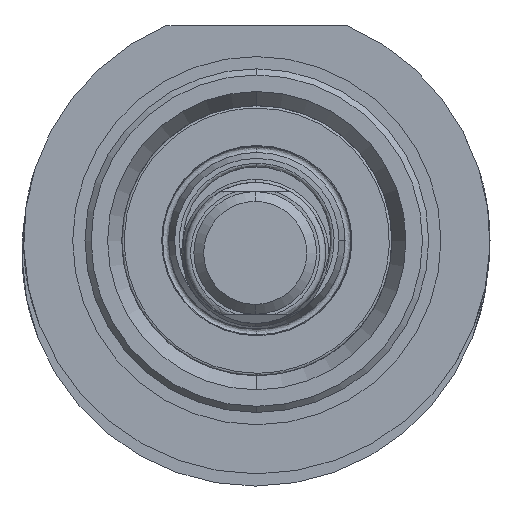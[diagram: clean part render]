
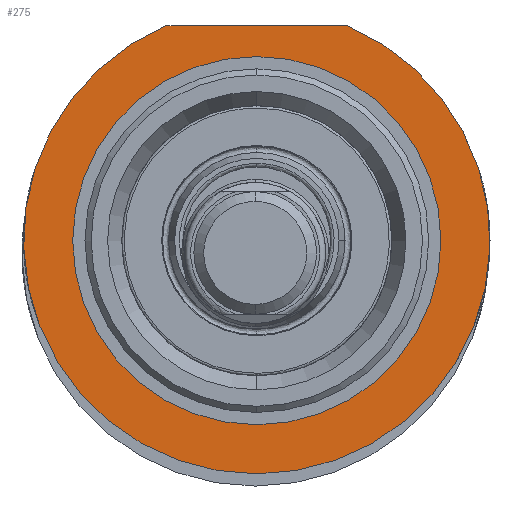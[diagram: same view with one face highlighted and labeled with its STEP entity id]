
A CAD part, front view. The second image highlights one B-rep face of the part: STEP entity #275.
In plain terms, the highlighted planar face has unit normal (0, -1, 0).
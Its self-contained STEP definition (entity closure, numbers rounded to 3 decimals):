
#81 = AXIS2_PLACEMENT_3D ( 'NONE', #3514, #3465, #4535 ) ;
#232 = CARTESIAN_POINT ( 'NONE',  ( -7.399, -71.25, 17.5 ) ) ;
#275 = ADVANCED_FACE ( 'NONE', ( #332, #6927 ), #4683, .T. ) ;
#332 = FACE_BOUND ( 'NONE', #6176, .T. ) ;
#352 = EDGE_CURVE ( 'NONE', #6624, #7265, #6301, .T. ) ;
#411 = VERTEX_POINT ( 'NONE', #427 ) ;
#418 = EDGE_CURVE ( 'NONE', #1712, #6624, #2562, .T. ) ;
#427 = CARTESIAN_POINT ( 'NONE',  ( 0., -71.25, 15. ) ) ;
#473 = DIRECTION ( 'NONE',  ( 0., 0., -1. ) ) ;
#682 = EDGE_CURVE ( 'NONE', #7265, #1712, #4005, .T. ) ;
#707 = AXIS2_PLACEMENT_3D ( 'NONE', #6459, #3131, #2092 ) ;
#910 = EDGE_LOOP ( 'NONE', ( #4358, #1315, #2487 ) ) ;
#1002 = CARTESIAN_POINT ( 'NONE',  ( 0., -71.25, 0. ) ) ;
#1315 = ORIENTED_EDGE ( 'NONE', *, *, #418, .F. ) ;
#1354 = DIRECTION ( 'NONE',  ( 0., -1., 0. ) ) ;
#1385 = ORIENTED_EDGE ( 'NONE', *, *, #5099, .T. ) ;
#1593 = VERTEX_POINT ( 'NONE', #5179 ) ;
#1712 = VERTEX_POINT ( 'NONE', #3381 ) ;
#2092 = DIRECTION ( 'NONE',  ( 0., 0., 1. ) ) ;
#2219 = CARTESIAN_POINT ( 'NONE',  ( -7.399, -71.25, 17.5 ) ) ;
#2487 = ORIENTED_EDGE ( 'NONE', *, *, #682, .F. ) ;
#2498 = DIRECTION ( 'NONE',  ( 0., 0., -1. ) ) ;
#2562 = CIRCLE ( 'NONE', #5756, 19. ) ;
#3131 = DIRECTION ( 'NONE',  ( 0., 1., 0. ) ) ;
#3307 = CARTESIAN_POINT ( 'NONE',  ( 0., -71.25, 0. ) ) ;
#3355 = CIRCLE ( 'NONE', #707, 15. ) ;
#3381 = CARTESIAN_POINT ( 'NONE',  ( 0., -71.25, -19. ) ) ;
#3465 = DIRECTION ( 'NONE',  ( 0., 1., 0. ) ) ;
#3514 = CARTESIAN_POINT ( 'NONE',  ( 0., -71.25, 0. ) ) ;
#3698 = AXIS2_PLACEMENT_3D ( 'NONE', #3307, #3911, #473 ) ;
#3824 = DIRECTION ( 'NONE',  ( 0., 0., -1. ) ) ;
#3911 = DIRECTION ( 'NONE',  ( 0., 1., 0. ) ) ;
#4005 = CIRCLE ( 'NONE', #3698, 19. ) ;
#4034 = VECTOR ( 'NONE', #7215, 1000. ) ;
#4358 = ORIENTED_EDGE ( 'NONE', *, *, #352, .F. ) ;
#4535 = DIRECTION ( 'NONE',  ( 0., 0., 1. ) ) ;
#4683 = PLANE ( 'NONE',  #5892 ) ;
#4701 = CARTESIAN_POINT ( 'NONE',  ( 0., -71.25, 1.475 ) ) ;
#4718 = ORIENTED_EDGE ( 'NONE', *, *, #5103, .T. ) ;
#4996 = DIRECTION ( 'NONE',  ( 0., 1., 0. ) ) ;
#5099 = EDGE_CURVE ( 'NONE', #1593, #411, #3355, .T. ) ;
#5103 = EDGE_CURVE ( 'NONE', #411, #1593, #7102, .T. ) ;
#5179 = CARTESIAN_POINT ( 'NONE',  ( 0., -71.25, -15. ) ) ;
#5742 = CARTESIAN_POINT ( 'NONE',  ( 7.399, -71.25, 17.5 ) ) ;
#5756 = AXIS2_PLACEMENT_3D ( 'NONE', #1002, #4996, #3824 ) ;
#5892 = AXIS2_PLACEMENT_3D ( 'NONE', #4701, #1354, #2498 ) ;
#6176 = EDGE_LOOP ( 'NONE', ( #4718, #1385 ) ) ;
#6301 = LINE ( 'NONE', #2219, #4034 ) ;
#6459 = CARTESIAN_POINT ( 'NONE',  ( 0., -71.25, 0. ) ) ;
#6624 = VERTEX_POINT ( 'NONE', #232 ) ;
#6927 = FACE_OUTER_BOUND ( 'NONE', #910, .T. ) ;
#7102 = CIRCLE ( 'NONE', #81, 15. ) ;
#7215 = DIRECTION ( 'NONE',  ( 1., 0., 0. ) ) ;
#7265 = VERTEX_POINT ( 'NONE', #5742 ) ;
